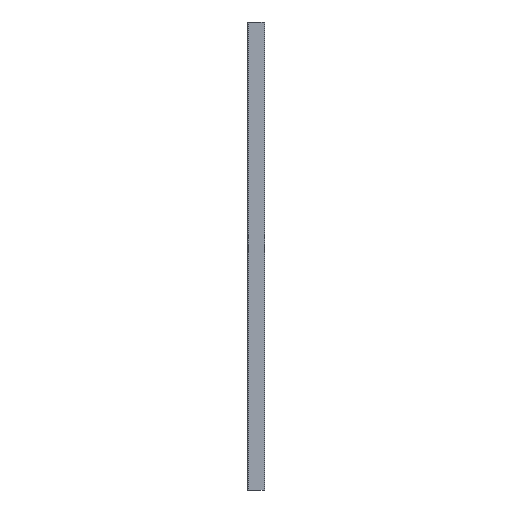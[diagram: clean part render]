
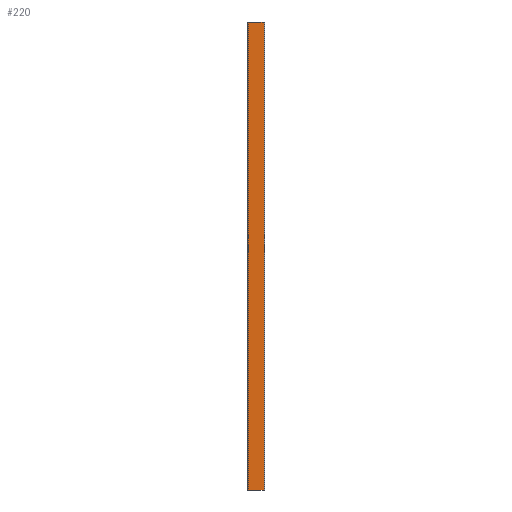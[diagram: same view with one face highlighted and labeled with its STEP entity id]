
A CAD part, left-side view. The second image highlights one B-rep face of the part: STEP entity #220.
In plain terms, the highlighted planar face has unit normal (-1, 0, 0).
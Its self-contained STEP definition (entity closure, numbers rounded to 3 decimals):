
#61 = FACE_OUTER_BOUND ( 'NONE', #974, .T. ) ;
#186 = LINE ( 'NONE', #1110, #774 ) ;
#205 = CARTESIAN_POINT ( 'NONE',  ( -27., 102., 0. ) ) ;
#220 = ADVANCED_FACE ( 'NONE', ( #61 ), #1071, .T. ) ;
#287 = CARTESIAN_POINT ( 'NONE',  ( -27., 0., 3000. ) ) ;
#308 = EDGE_CURVE ( 'NONE', #473, #862, #186, .T. ) ;
#473 = VERTEX_POINT ( 'NONE', #1671 ) ;
#477 = VERTEX_POINT ( 'NONE', #1087 ) ;
#481 = VECTOR ( 'NONE', #1697, 1000. ) ;
#774 = VECTOR ( 'NONE', #1653, 1000. ) ;
#850 = DIRECTION ( 'NONE',  ( 0., 0., 1. ) ) ;
#854 = VECTOR ( 'NONE', #1169, 1000. ) ;
#862 = VERTEX_POINT ( 'NONE', #205 ) ;
#874 = EDGE_CURVE ( 'NONE', #895, #473, #1375, .T. ) ;
#895 = VERTEX_POINT ( 'NONE', #1683 ) ;
#938 = EDGE_CURVE ( 'NONE', #895, #477, #1147, .T. ) ;
#974 = EDGE_LOOP ( 'NONE', ( #986, #989, #1282, #1543 ) ) ;
#986 = ORIENTED_EDGE ( 'NONE', *, *, #1114, .F. ) ;
#989 = ORIENTED_EDGE ( 'NONE', *, *, #938, .F. ) ;
#1057 = VECTOR ( 'NONE', #1593, 1000. ) ;
#1071 = PLANE ( 'NONE',  #1381 ) ;
#1087 = CARTESIAN_POINT ( 'NONE',  ( -27., 1., 0. ) ) ;
#1110 = CARTESIAN_POINT ( 'NONE',  ( -27., 102., 3000. ) ) ;
#1114 = EDGE_CURVE ( 'NONE', #477, #862, #1452, .T. ) ;
#1147 = LINE ( 'NONE', #1619, #1057 ) ;
#1169 = DIRECTION ( 'NONE',  ( 0., 1., 0. ) ) ;
#1184 = CARTESIAN_POINT ( 'NONE',  ( -27., 0., 0. ) ) ;
#1226 = DIRECTION ( 'NONE',  ( -1., 0., 0. ) ) ;
#1282 = ORIENTED_EDGE ( 'NONE', *, *, #874, .T. ) ;
#1375 = LINE ( 'NONE', #287, #481 ) ;
#1381 = AXIS2_PLACEMENT_3D ( 'NONE', #1556, #1226, #850 ) ;
#1452 = LINE ( 'NONE', #1184, #854 ) ;
#1543 = ORIENTED_EDGE ( 'NONE', *, *, #308, .T. ) ;
#1556 = CARTESIAN_POINT ( 'NONE',  ( -27., 0., 3000. ) ) ;
#1593 = DIRECTION ( 'NONE',  ( 0., 0., -1. ) ) ;
#1619 = CARTESIAN_POINT ( 'NONE',  ( -27., 1., 3000. ) ) ;
#1653 = DIRECTION ( 'NONE',  ( 0., 0., -1. ) ) ;
#1671 = CARTESIAN_POINT ( 'NONE',  ( -27., 102., 3000. ) ) ;
#1683 = CARTESIAN_POINT ( 'NONE',  ( -27., 1., 3000. ) ) ;
#1697 = DIRECTION ( 'NONE',  ( 0., 1., 0. ) ) ;
